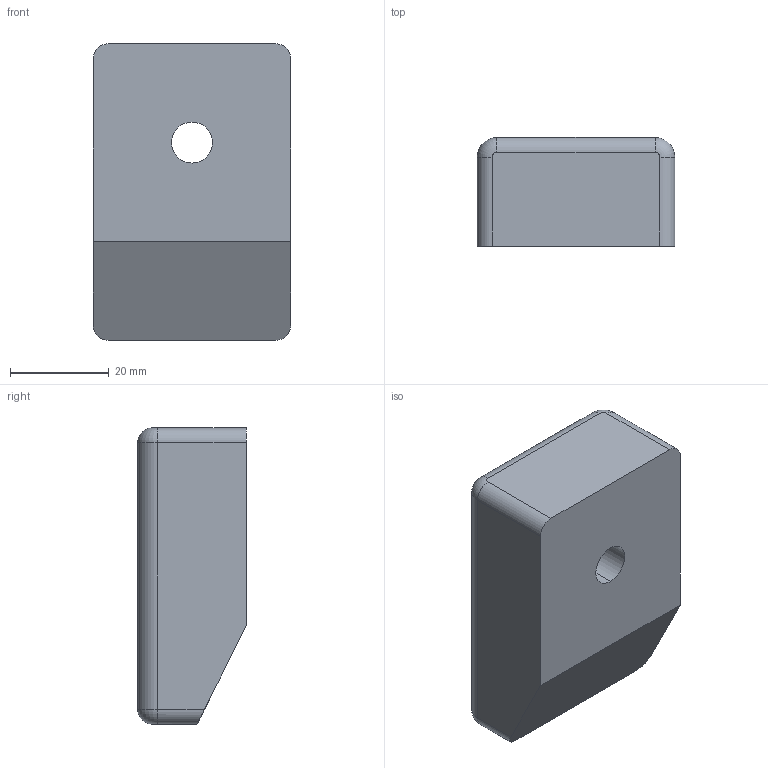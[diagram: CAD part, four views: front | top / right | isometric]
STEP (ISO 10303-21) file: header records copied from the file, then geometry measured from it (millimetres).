
FILE_DESCRIPTION (( 'STEP AP203' ), '1' );
FILE_NAME ('master_actuatorHolder2.STEP', '2025-08-14T19:51:05', ( '' ), ( '' ), 'SwSTEP 2.0', 'SolidWorks 2019', '' );
FILE_SCHEMA (( 'CONFIG_CONTROL_DESIGN' ));
Length unit declared in the file: millimetre
Products named in the file (1): master_actuatorHolder2
Bounding box: 40 x 22 x 60 mm (x, y, z)
Volume: 45088 mm3; surface area: 8962.8 mm2
Topology: 1 solids, 1 shells, 26 faces, 59 edges, 36 vertices
Faces by surface type: cylinder 12, plane 8, torus 4, cone 2
Entity records: 812 total; most frequent: DIRECTION 139, CARTESIAN_POINT 128, ORIENTED_EDGE 118, EDGE_CURVE 59, AXIS2_PLACEMENT_3D 55, VERTEX_POINT 36, EDGE_LOOP 29, LINE 29
